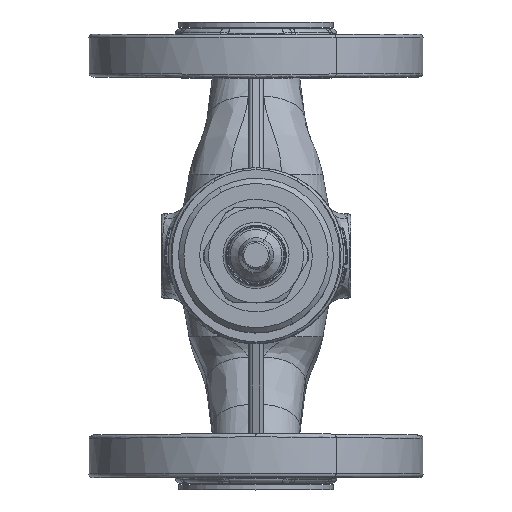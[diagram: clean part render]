
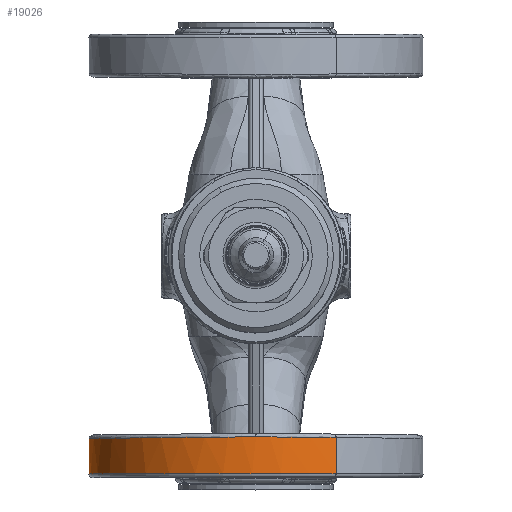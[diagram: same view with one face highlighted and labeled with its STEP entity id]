
A CAD part, top view. The second image highlights one B-rep face of the part: STEP entity #19026.
In plain terms, the highlighted cylindrical face has radius 47.5 mm (diameter 95 mm), a partial arc.
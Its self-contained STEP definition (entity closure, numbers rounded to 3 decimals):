
#7072=CARTESIAN_POINT('Axis2P3D Location',(0.,57.75,0.)) ;
#13836=CARTESIAN_POINT('Vertex',(-22.773,-51.695,-41.685)) ;
#13939=CARTESIAN_POINT('Vertex',(0.,-51.5,47.5)) ;
#13943=CARTESIAN_POINT('Control Point',(-22.773,-51.695,-41.685)) ;
#13944=CARTESIAN_POINT('Control Point',(-24.74,-51.711,-40.61)) ;
#13945=CARTESIAN_POINT('Control Point',(-26.644,-51.728,-39.42)) ;
#13946=CARTESIAN_POINT('Control Point',(-28.475,-51.743,-38.118)) ;
#13947=CARTESIAN_POINT('Control Point',(-33.746,-51.788,-33.881)) ;
#13948=CARTESIAN_POINT('Control Point',(-38.212,-51.826,-28.755)) ;
#13949=CARTESIAN_POINT('Control Point',(-40.773,-51.848,-24.992)) ;
#13950=CARTESIAN_POINT('Control Point',(-44.953,-51.884,-16.929)) ;
#13951=CARTESIAN_POINT('Control Point',(-47.13,-51.903,-8.113)) ;
#13952=CARTESIAN_POINT('Control Point',(-47.688,-51.907,-3.595)) ;
#13953=CARTESIAN_POINT('Control Point',(-47.721,-51.908,5.486)) ;
#13954=CARTESIAN_POINT('Control Point',(-45.628,-51.89,14.323)) ;
#13955=CARTESIAN_POINT('Control Point',(-44.06,-51.876,18.595)) ;
#13956=CARTESIAN_POINT('Control Point',(-39.939,-51.841,26.688)) ;
#13957=CARTESIAN_POINT('Control Point',(-34.039,-51.791,33.591)) ;
#13958=CARTESIAN_POINT('Control Point',(-30.691,-51.762,36.675)) ;
#13959=CARTESIAN_POINT('Control Point',(-23.327,-51.699,41.991)) ;
#13960=CARTESIAN_POINT('Control Point',(-14.924,-51.628,45.435)) ;
#13961=CARTESIAN_POINT('Control Point',(-10.537,-51.59,46.648)) ;
#13962=CARTESIAN_POINT('Control Point',(-5.74,-51.549,47.375)) ;
#13963=CARTESIAN_POINT('Control Point',(-0.924,-51.508,47.493)) ;
#13964=CARTESIAN_POINT('Control Point',(-0.616,-51.505,47.498)) ;
#13965=CARTESIAN_POINT('Control Point',(-0.308,-51.503,47.5)) ;
#13966=CARTESIAN_POINT('Control Point',(0.,-51.5,47.5)) ;
#18651=CARTESIAN_POINT('Vertex',(22.773,-51.695,41.685)) ;
#18722=CARTESIAN_POINT('Control Point',(22.773,-51.695,41.685)) ;
#18723=CARTESIAN_POINT('Control Point',(18.816,-51.661,43.847)) ;
#18724=CARTESIAN_POINT('Control Point',(14.602,-51.625,45.539)) ;
#18725=CARTESIAN_POINT('Control Point',(10.206,-51.587,46.721)) ;
#18726=CARTESIAN_POINT('Control Point',(5.472,-51.547,47.405)) ;
#18727=CARTESIAN_POINT('Control Point',(0.723,-51.506,47.495)) ;
#18728=CARTESIAN_POINT('Control Point',(0.482,-51.504,47.498)) ;
#18729=CARTESIAN_POINT('Control Point',(0.241,-51.502,47.5)) ;
#18730=CARTESIAN_POINT('Control Point',(0.,-51.5,47.5)) ;
#18866=CARTESIAN_POINT('Line Origine',(22.773,56.75,41.685)) ;
#18870=CARTESIAN_POINT('Vertex',(22.773,-62.,41.685)) ;
#18877=CARTESIAN_POINT('Vertex',(-22.773,-62.,-41.685)) ;
#18880=CARTESIAN_POINT('Line Origine',(-22.773,56.75,-41.685)) ;
#19014=CARTESIAN_POINT('Axis2P3D Location',(0.,-62.,0.)) ;
#7073=DIRECTION('Axis2P3D Direction',(0.,1.,0.)) ;
#7074=DIRECTION('Axis2P3D XDirection',(0.479,-0.,0.878)) ;
#18867=DIRECTION('Vector Direction',(0.,1.,0.)) ;
#18881=DIRECTION('Vector Direction',(0.,1.,0.)) ;
#19015=DIRECTION('Axis2P3D Direction',(0.,1.,0.)) ;
#7075=AXIS2_PLACEMENT_3D('Cylinder Axis2P3D',#7072,#7073,#7074) ;
#19016=AXIS2_PLACEMENT_3D('Circle Axis2P3D',#19014,#19015,$) ;
#19020=ORIENTED_EDGE('',*,*,#18731,.F.) ;
#19021=ORIENTED_EDGE('',*,*,#13967,.F.) ;
#19022=ORIENTED_EDGE('',*,*,#18884,.T.) ;
#19023=ORIENTED_EDGE('',*,*,#19018,.T.) ;
#19024=ORIENTED_EDGE('',*,*,#18872,.F.) ;
#18868=VECTOR('Line Direction',#18867,1.) ;
#18882=VECTOR('Line Direction',#18881,1.) ;
#19026=ADVANCED_FACE('Body.2',(#19025),#7076,.T.) ;
#13942=B_SPLINE_CURVE_WITH_KNOTS('',5,(#13943,#13944,#13945,#13946,#13947,#13948,#13949,#13950,#13951,#13952,#13953,#13954,#13955,#13956,#13957,#13958,#13959,#13960,#13961,#13962,#13963,#13964,#13965,#13966),.UNSPECIFIED.,.F.,.U.,(6,3,3,3,3,3,3,6),(46.945,62.631,94.182,125.733,157.281,188.833,220.385,222.541),.UNSPECIFIED.) ;
#18721=B_SPLINE_CURVE_WITH_KNOTS('',5,(#18722,#18723,#18724,#18725,#18726,#18727,#18728,#18729,#18730),.UNSPECIFIED.,.F.,.U.,(6,3,6),(0.,31.551,33.237),.UNSPECIFIED.) ;
#19017=CIRCLE('generated circle',#19016,47.5) ;
#7076=CYLINDRICAL_SURFACE('generated cylinder',#7075,47.5) ;
#13967=EDGE_CURVE('',#13837,#13940,#13942,.T.) ;
#18731=EDGE_CURVE('',#13940,#18652,#18721,.F.) ;
#18872=EDGE_CURVE('',#18652,#18871,#18869,.F.) ;
#18884=EDGE_CURVE('',#13837,#18878,#18883,.F.) ;
#19018=EDGE_CURVE('',#18878,#18871,#19017,.T.) ;
#19019=EDGE_LOOP('',(#19020,#19021,#19022,#19023,#19024)) ;
#19025=FACE_OUTER_BOUND('',#19019,.T.) ;
#18869=LINE('Line',#18866,#18868) ;
#18883=LINE('Line',#18880,#18882) ;
#13837=VERTEX_POINT('',#13836) ;
#13940=VERTEX_POINT('',#13939) ;
#18652=VERTEX_POINT('',#18651) ;
#18871=VERTEX_POINT('',#18870) ;
#18878=VERTEX_POINT('',#18877) ;
